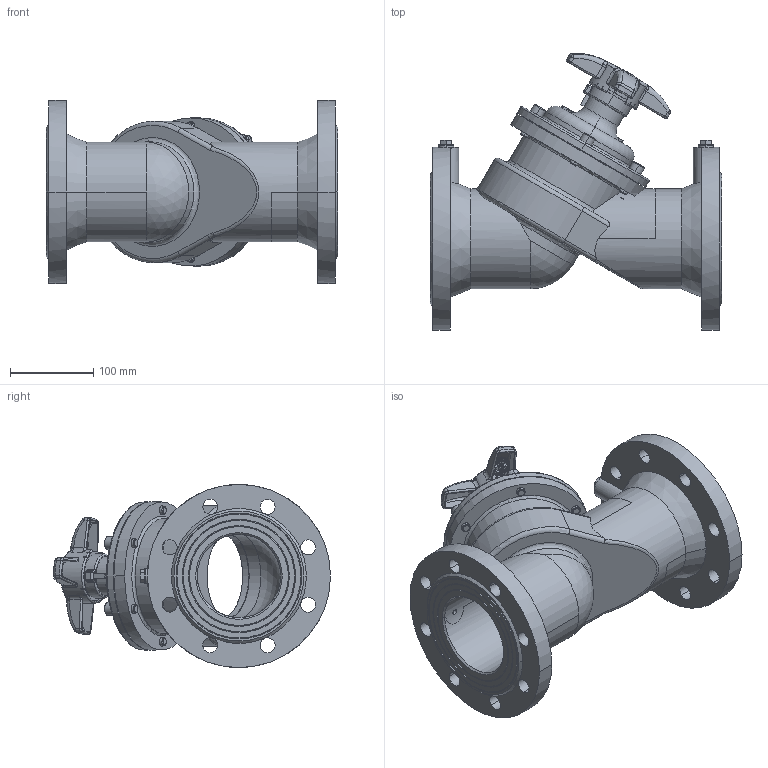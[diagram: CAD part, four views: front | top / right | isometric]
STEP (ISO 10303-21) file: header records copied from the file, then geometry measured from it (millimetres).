
FILE_DESCRIPTION((''),'2;1');
FILE_NAME('003Z1064_ASM_ASM','2021-03-04T',('U240466'),(''),'CREO PARAMETRIC BY PTC INC, 2018070','CREO PARAMETRIC BY PTC INC, 2018070','');
FILE_SCHEMA(('CONFIG_CONTROL_DESIGN'));
Products named in the file (28): BODYDN100_9; BONNETMACHING100_10; JOUNT100_5; DN33_5; DN2043_5; PRT0001_5; NIPPLEGASKET_4; NIPPLE_4; BONNETNUT_5; DIGITALWHEEL_5; BODYNEW_5; PRT0003_5_1; PRT0003_5_2; PRT0003_5_3; PRT0003_5_4; PRT0003_5_5; PRT0003_5_6; PRT0003_5_7; PRT0003_5_8; PRT0003_5_ASM; RINGWHEEL_5; SIXNUT_5; PRT0002_4; HANDWHWWLSCREW_5; ASM0003_ASM_5_ASM; 003Z2593_ASM_5_ASM; 003Z1064_ASM_15_ASM; 003Z1064_ASM_ASM
Assembly tree (35 placements, depth 5):
  003Z1064_ASM_ASM
    003Z1064_ASM_15_ASM
      BODYDN100_9
      BONNETMACHING100_10
      JOUNT100_5
      DN33_5
      DN2043_5  x2
      PRT0001_5
      NIPPLEGASKET_4  x2
      NIPPLE_4  x2
      BONNETNUT_5  x6
      ASM0003_ASM_5_ASM
        DIGITALWHEEL_5
        BODYNEW_5
        PRT0003_5_ASM
          PRT0003_5_1
          PRT0003_5_2
          PRT0003_5_3
          PRT0003_5_4
          PRT0003_5_5
          PRT0003_5_6
          PRT0003_5_7
          PRT0003_5_8
        RINGWHEEL_5
        SIXNUT_5
        PRT0002_4
        HANDWHWWLSCREW_5
      003Z2593_ASM_5_ASM
Bounding box: 350 x 332.73 x 220 mm (x, y, z)
Volume: 3436565.9 mm3; surface area: 681561.8 mm2
Topology: 31 solids, 31 shells, 2768 faces, 7704 edges, 5054 vertices
Faces by surface type: plane 1719, cylinder 555, torus 129, bspline 122, extrusion 114, cone 113, revolution 9, sphere 7
Entity records: 92185 total; most frequent: CARTESIAN_POINT 26252, ORIENTED_EDGE 14546, DIRECTION 12446, EDGE_CURVE 7273, VERTEX_POINT 4806, VECTOR 4501, LINE 4387, AXIS2_PLACEMENT_3D 3968
